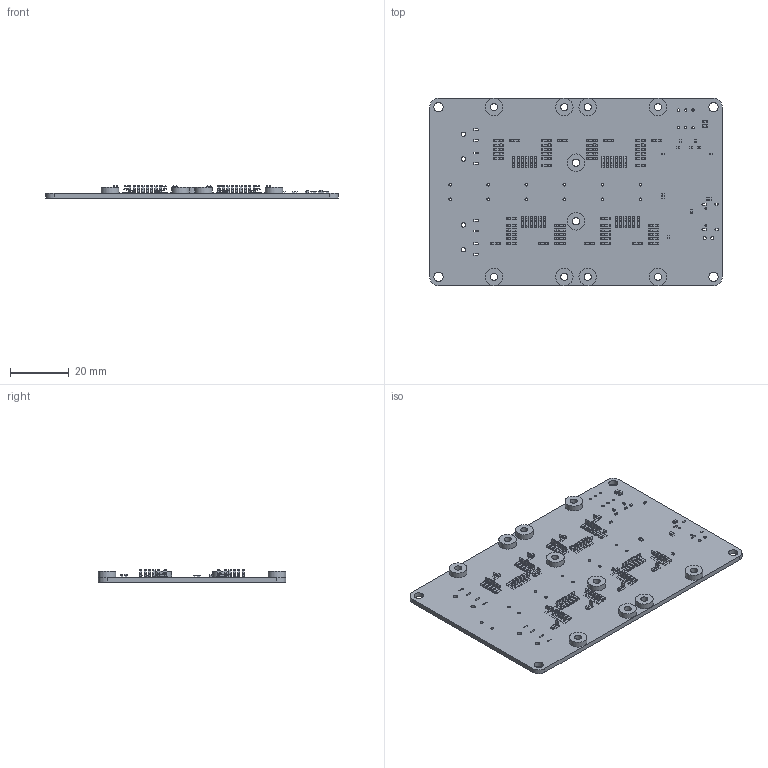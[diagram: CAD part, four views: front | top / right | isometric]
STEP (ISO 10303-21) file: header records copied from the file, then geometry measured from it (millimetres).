
FILE_DESCRIPTION(('KiCad electronic assembly'),'2;1');
FILE_NAME('corevus-m++.step','2024-03-23T16:52:14',('Pcbnew'),('Kicad'), 'Open CASCADE STEP processor 7.6','KiCad to STEP converter','Unknown' );
FILE_SCHEMA(('AUTOMOTIVE_DESIGN { 1 0 10303 214 1 1 1 1 }'));
Length unit declared in the file: millimetre
Products named in the file (12): corevus-m++ 1; LGA_Spring; Part 1; Mounting_Wuerth_WA-SMSI-M3_H2mm_9774020360; Mounting_Wuerth_WA_SMSI_M3_H2mm_9774020360; C_0402_1005Metric; LED_0603_1608Metric; C_0603_1608Metric; corevus-m++_PCB
Assembly tree (107 placements, depth 3):
  corevus-m++ 1
    LGA_Spring  x76
      Part 1
    Mounting_Wuerth_WA-SMSI-M3_H2mm_9774020360  x10
      Mounting_Wuerth_WA_SMSI_M3_H2mm_9774020360
    C_0402_1005Metric  x12
      C_0402_1005Metric
    LED_0603_1608Metric  x2
      LED_0603_1608Metric
    C_0603_1608Metric
      C_0603_1608Metric
    corevus-m++_PCB
Bounding box: 100 x 64 x 4.15 mm (x, y, z)
Volume: 10575.8 mm3; surface area: 15981.6 mm2
Topology: 102 solids, 102 shells, 3510 faces, 7356 edges, 4088 vertices
Faces by surface type: plane 2480, cylinder 1030
Full cylindrical faces by diameter (mm): 0.65 x2, 0.8 x6, 0.9 x12, 1 x2, 1.5 x4, 2.46 x10, 3.2 x4, 4.1 x10, 4.2 x10, 6 x10
Entity records: 9599 total; most frequent: DIRECTION 1588, CARTESIAN_POINT 1426, ORIENTED_EDGE 1300, EDGE_CURVE 650, AXIS2_PLACEMENT_3D 582, LINE 424, VECTOR 424, VERTEX_POINT 420
